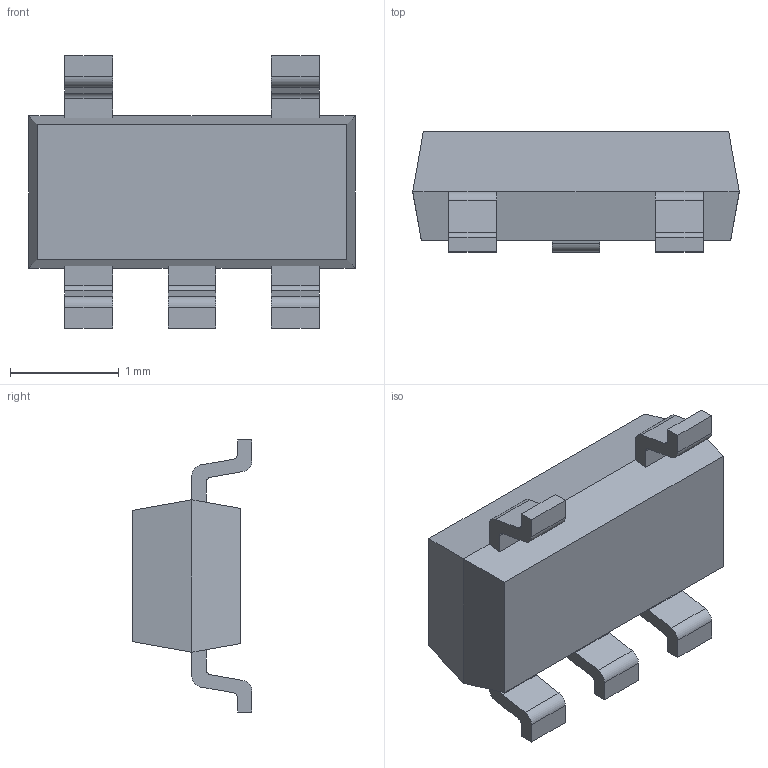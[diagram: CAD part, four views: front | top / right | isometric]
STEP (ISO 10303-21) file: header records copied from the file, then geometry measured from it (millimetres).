
FILE_DESCRIPTION (( 'STEP AP214' ), '1' );
FILE_NAME ('User Library-SOT-23-5-1.STEP', '2022-04-01T18:35:00', ( '' ), ( '' ), 'SwSTEP 2.0', 'SolidWorks 2021', '' );
FILE_SCHEMA (( 'AUTOMOTIVE_DESIGN' ));
Length unit declared in the file: millimetre
Products named in the file (1): User Library-SOT-23-5-1
Bounding box: 3 x 1.1 x 2.5 mm (x, y, z)
Volume: 4.1 mm3; surface area: 20.5 mm2
Topology: 1 solids, 1 shells, 75 faces, 205 edges, 132 vertices
Faces by surface type: plane 55, cylinder 20
Entity records: 3206 total; most frequent: CARTESIAN_POINT 413, ORIENTED_EDGE 410, DIRECTION 397, EDGE_CURVE 205, VECTOR 165, LINE 165, VERTEX_POINT 132, AXIS2_PLACEMENT_3D 116
